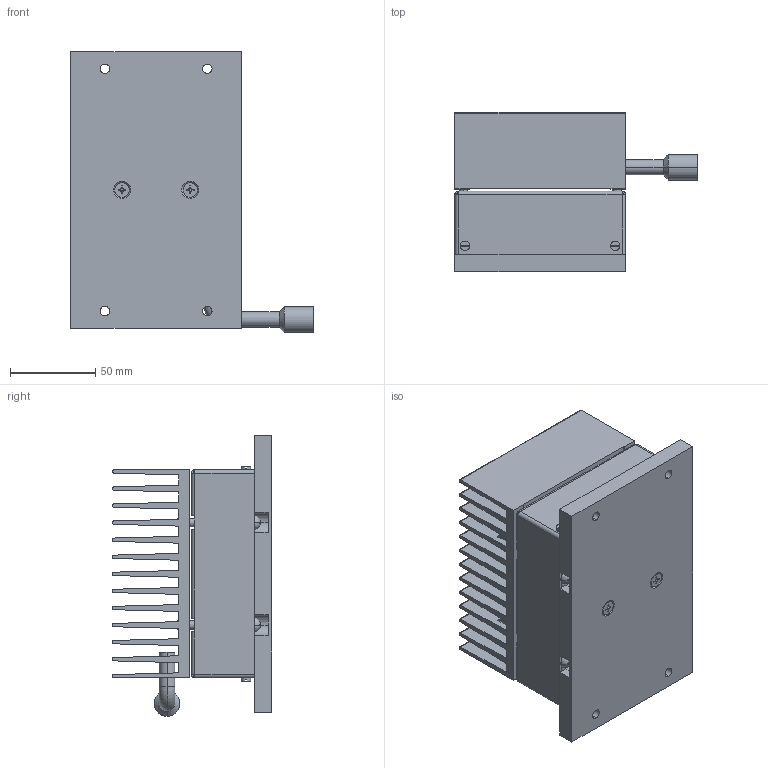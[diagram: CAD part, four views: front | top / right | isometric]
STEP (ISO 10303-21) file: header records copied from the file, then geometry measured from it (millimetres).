
FILE_DESCRIPTION (( 'STEP AP214' ), '1' );
FILE_NAME ('ﾁ4ﾌ for ecogen.STEP', '2017-03-02T12:10:33', ( 'konstruktor_7' ), ( '' ), 'SwSTEP 2.0', 'SolidWorks 2013', '' );
FILE_SCHEMA (( 'AUTOMOTIVE_DESIGN' ));
Length unit declared in the file: millimetre
Products named in the file (1): Á4Ì for ecogen
Bounding box: 142 x 93.28 x 164.5 mm (x, y, z)
Surface area: 200840.5 mm2 (no closed solid volume)
Topology: 0 solids, 21 shells, 315 faces, 1064 edges, 745 vertices
Faces by surface type: plane 187, cylinder 91, cone 27, sphere 8, torus 2
Entity records: 15121 total; most frequent: CARTESIAN_POINT 2379, DIRECTION 2005, ORIENTED_EDGE 1766, EDGE_CURVE 1056, VERTEX_POINT 745, AXIS2_PLACEMENT_3D 707, LINE 591, VECTOR 591
